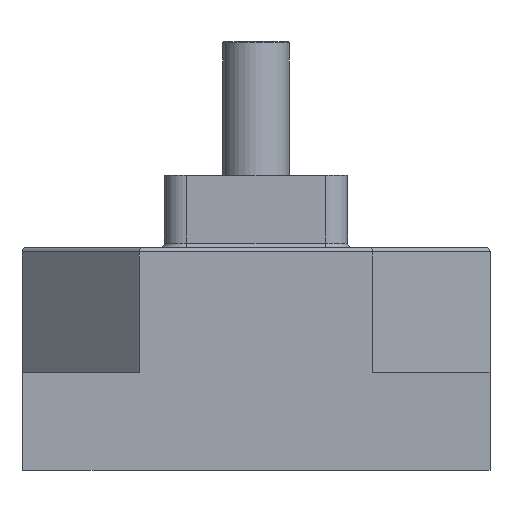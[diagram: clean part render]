
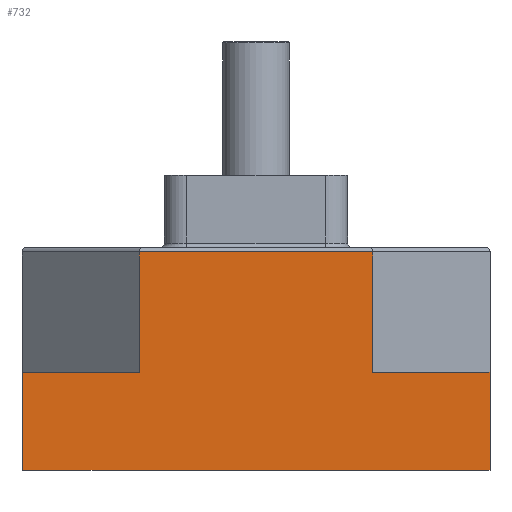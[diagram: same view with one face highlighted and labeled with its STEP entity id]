
A CAD part, front view. The second image highlights one B-rep face of the part: STEP entity #732.
In plain terms, the highlighted planar face has unit normal (0, -1, 0).
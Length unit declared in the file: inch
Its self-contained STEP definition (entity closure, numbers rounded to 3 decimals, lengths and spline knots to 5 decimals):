
#39 = CARTESIAN_POINT ( 'NONE',  ( 2.625, 2.125, 11.70824 ) ) ;
#42 = DIRECTION ( 'NONE',  ( 0., 0., -1. ) ) ;
#201 = AXIS2_PLACEMENT_3D ( 'NONE', #1252, #1262, #1263 ) ;
#233 = EDGE_LOOP ( 'NONE', ( #774, #775, #776, #777, #778, #779, #780, #781 ) ) ;
#338 = VERTEX_POINT ( 'NONE', #504 ) ;
#339 = VERTEX_POINT ( 'NONE', #505 ) ;
#356 = VERTEX_POINT ( 'NONE', #522 ) ;
#357 = VERTEX_POINT ( 'NONE', #523 ) ;
#358 = VERTEX_POINT ( 'NONE', #524 ) ;
#359 = VERTEX_POINT ( 'NONE', #525 ) ;
#360 = VERTEX_POINT ( 'NONE', #526 ) ;
#361 = VERTEX_POINT ( 'NONE', #527 ) ;
#504 = CARTESIAN_POINT ( 'NONE',  ( 2.625, 2.125, 1.1 ) ) ;
#505 = CARTESIAN_POINT ( 'NONE',  ( 2.625, 2.125, 0. ) ) ;
#522 = CARTESIAN_POINT ( 'NONE',  ( -2.625, 2.125, 0. ) ) ;
#523 = CARTESIAN_POINT ( 'NONE',  ( -2.625, 2.125, 1.1 ) ) ;
#524 = CARTESIAN_POINT ( 'NONE',  ( 1.30698, 2.125, 1.1 ) ) ;
#525 = CARTESIAN_POINT ( 'NONE',  ( 1.30698, 2.125, 2.45 ) ) ;
#526 = CARTESIAN_POINT ( 'NONE',  ( -1.30698, 2.125, 2.45 ) ) ;
#527 = CARTESIAN_POINT ( 'NONE',  ( -1.30698, 2.125, 1.1 ) ) ;
#651 = EDGE_CURVE ( 'NONE', #338, #339, #1014, .T. ) ;
#656 = EDGE_CURVE ( 'NONE', #361, #360, #1045, .T. ) ;
#657 = EDGE_CURVE ( 'NONE', #357, #356, #1047, .T. ) ;
#683 = EDGE_CURVE ( 'NONE', #358, #338, #1474, .T. ) ;
#684 = EDGE_CURVE ( 'NONE', #356, #339, #1476, .T. ) ;
#685 = EDGE_CURVE ( 'NONE', #359, #360, #1478, .T. ) ;
#686 = EDGE_CURVE ( 'NONE', #358, #359, #1480, .T. ) ;
#687 = EDGE_CURVE ( 'NONE', #357, #361, #1482, .T. ) ;
#732 = ADVANCED_FACE ( 'NONE', ( #1548 ), #1257, .F. ) ;
#774 = ORIENTED_EDGE ( 'NONE', *, *, #686, .T. ) ;
#775 = ORIENTED_EDGE ( 'NONE', *, *, #685, .T. ) ;
#776 = ORIENTED_EDGE ( 'NONE', *, *, #656, .F. ) ;
#777 = ORIENTED_EDGE ( 'NONE', *, *, #687, .F. ) ;
#778 = ORIENTED_EDGE ( 'NONE', *, *, #657, .T. ) ;
#779 = ORIENTED_EDGE ( 'NONE', *, *, #684, .T. ) ;
#780 = ORIENTED_EDGE ( 'NONE', *, *, #651, .F. ) ;
#781 = ORIENTED_EDGE ( 'NONE', *, *, #683, .F. ) ;
#1014 = LINE ( 'NONE', #39, #1044 ) ;
#1044 = VECTOR ( 'NONE', #42, 39.37008 ) ;
#1045 = LINE ( 'NONE', #1076, #1421 ) ;
#1047 = LINE ( 'NONE', #1078, #1423 ) ;
#1076 = CARTESIAN_POINT ( 'NONE',  ( -1.30698, 2.125, 1.1 ) ) ;
#1078 = CARTESIAN_POINT ( 'NONE',  ( -2.625, 2.125, 11.70824 ) ) ;
#1079 = DIRECTION ( 'NONE',  ( 0., 0., 1. ) ) ;
#1081 = DIRECTION ( 'NONE',  ( 0., 0., -1. ) ) ;
#1132 = CARTESIAN_POINT ( 'NONE',  ( 1.30698, 2.125, 1.1 ) ) ;
#1133 = DIRECTION ( 'NONE',  ( 1., 0., 0. ) ) ;
#1134 = CARTESIAN_POINT ( 'NONE',  ( -2.625, 2.125, 0. ) ) ;
#1135 = DIRECTION ( 'NONE',  ( 1., 0., 0. ) ) ;
#1136 = CARTESIAN_POINT ( 'NONE',  ( -1.30698, 2.125, 2.45 ) ) ;
#1137 = DIRECTION ( 'NONE',  ( -1., 0., 0. ) ) ;
#1138 = CARTESIAN_POINT ( 'NONE',  ( 1.30698, 2.125, 1.1 ) ) ;
#1139 = DIRECTION ( 'NONE',  ( 0., 0., 1. ) ) ;
#1140 = CARTESIAN_POINT ( 'NONE',  ( -1.30698, 2.125, 1.1 ) ) ;
#1141 = DIRECTION ( 'NONE',  ( 1., 0., 0. ) ) ;
#1252 = CARTESIAN_POINT ( 'NONE',  ( -2.625, 2.125, 11.70824 ) ) ;
#1257 = PLANE ( 'NONE',  #201 ) ;
#1262 = DIRECTION ( 'NONE',  ( 0., 1., 0. ) ) ;
#1263 = DIRECTION ( 'NONE',  ( 0., 0., 1. ) ) ;
#1421 = VECTOR ( 'NONE', #1079, 39.37008 ) ;
#1423 = VECTOR ( 'NONE', #1081, 39.37008 ) ;
#1474 = LINE ( 'NONE', #1132, #1475 ) ;
#1475 = VECTOR ( 'NONE', #1133, 39.37008 ) ;
#1476 = LINE ( 'NONE', #1134, #1477 ) ;
#1477 = VECTOR ( 'NONE', #1135, 39.37008 ) ;
#1478 = LINE ( 'NONE', #1136, #1479 ) ;
#1479 = VECTOR ( 'NONE', #1137, 39.37008 ) ;
#1480 = LINE ( 'NONE', #1138, #1481 ) ;
#1481 = VECTOR ( 'NONE', #1139, 39.37008 ) ;
#1482 = LINE ( 'NONE', #1140, #1483 ) ;
#1483 = VECTOR ( 'NONE', #1141, 39.37008 ) ;
#1548 = FACE_OUTER_BOUND ( 'NONE', #233, .T. ) ;
